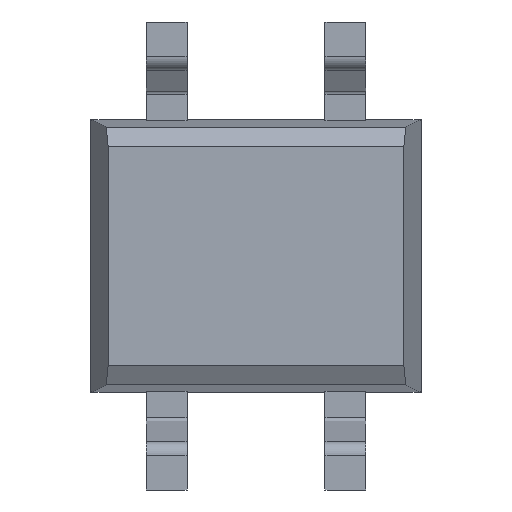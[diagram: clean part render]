
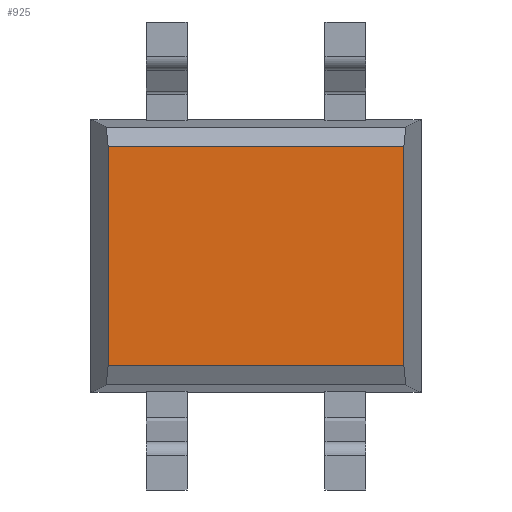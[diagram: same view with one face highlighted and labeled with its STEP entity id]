
A CAD part, front view. The second image highlights one B-rep face of the part: STEP entity #925.
In plain terms, the highlighted planar face has unit normal (0, -1, 0).
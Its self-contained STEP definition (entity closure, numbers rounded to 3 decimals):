
#101 = EDGE_CURVE ( '��������1_24+��������1_16+��������1_', #2183, #1030, #1554, .T. ) ;
#152 = VECTOR ( 'NONE', #673, 1000. ) ;
#170 = DIRECTION ( 'NONE',  ( -1., 0., 0. ) ) ;
#529 = DIRECTION ( 'NONE',  ( 1., 0., 0. ) ) ;
#537 = CARTESIAN_POINT ( 'NONE',  ( 2.101, -1.385, -1.938 ) ) ;
#561 = EDGE_CURVE ( '��������1_16+��������1_15+��������1_', #2183, #1874, #2024, .T. ) ;
#579 = DIRECTION ( 'NONE',  ( 0., 0., 1. ) ) ;
#596 = CARTESIAN_POINT ( 'NONE',  ( 3.875, -1.385, -1.559 ) ) ;
#606 = EDGE_LOOP ( 'NONE', ( #1890, #2153, #1330, #2109 ) ) ;
#607 = LINE ( 'NONE', #831, #152 ) ;
#633 = LINE ( 'NONE', #889, #868 ) ;
#673 = DIRECTION ( 'NONE',  ( 0., 0., 1. ) ) ;
#752 = CARTESIAN_POINT ( 'NONE',  ( 2.101, -1.385, -1.559 ) ) ;
#831 = CARTESIAN_POINT ( 'NONE',  ( -2.101, -1.385, -1.938 ) ) ;
#832 = CARTESIAN_POINT ( 'NONE',  ( 2.101, -1.385, -1.938 ) ) ;
#868 = VECTOR ( 'NONE', #170, 1000. ) ;
#889 = CARTESIAN_POINT ( 'NONE',  ( 3.875, -1.385, 1.559 ) ) ;
#925 = ADVANCED_FACE ( 'NONE', ( #1058 ), #1585, .T. ) ;
#1030 = VERTEX_POINT ( 'NONE', #1152 ) ;
#1058 = FACE_OUTER_BOUND ( 'NONE', #606, .T. ) ;
#1131 = EDGE_CURVE ( '��������1_17+��������1_16+��������1_', #1030, #2039, #607, .T. ) ;
#1152 = CARTESIAN_POINT ( 'NONE',  ( -2.101, -1.385, -1.559 ) ) ;
#1177 = AXIS2_PLACEMENT_3D ( 'NONE', #832, #1697, #529 ) ;
#1189 = VECTOR ( 'NONE', #1794, 1000. ) ;
#1237 = EDGE_CURVE ( '��������1_16+��������1_22+��������1_', #1874, #2039, #633, .T. ) ;
#1330 = ORIENTED_EDGE ( 'NONE', *, *, #101, .F. ) ;
#1554 = LINE ( 'NONE', #596, #1189 ) ;
#1574 = CARTESIAN_POINT ( 'NONE',  ( -2.101, -1.385, 1.559 ) ) ;
#1585 = PLANE ( 'NONE',  #1177 ) ;
#1651 = CARTESIAN_POINT ( 'NONE',  ( 2.101, -1.385, 1.559 ) ) ;
#1697 = DIRECTION ( 'NONE',  ( 0., -1., 0. ) ) ;
#1794 = DIRECTION ( 'NONE',  ( -1., 0., 0. ) ) ;
#1836 = VECTOR ( 'NONE', #579, 1000. ) ;
#1874 = VERTEX_POINT ( 'NONE', #1651 ) ;
#1890 = ORIENTED_EDGE ( 'NONE', *, *, #1237, .T. ) ;
#2024 = LINE ( 'NONE', #537, #1836 ) ;
#2039 = VERTEX_POINT ( 'NONE', #1574 ) ;
#2109 = ORIENTED_EDGE ( 'NONE', *, *, #561, .T. ) ;
#2153 = ORIENTED_EDGE ( 'NONE', *, *, #1131, .F. ) ;
#2183 = VERTEX_POINT ( 'NONE', #752 ) ;
